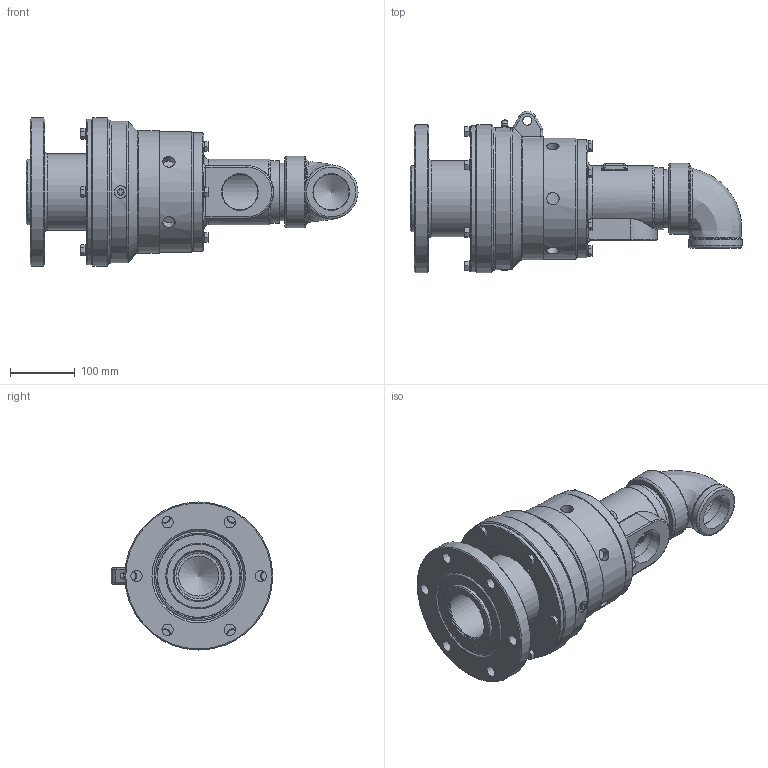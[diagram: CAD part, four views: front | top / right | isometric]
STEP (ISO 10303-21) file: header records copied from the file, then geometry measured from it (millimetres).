
FILE_DESCRIPTION(/* description */ ('UNION, DUO ,9"FLG (4.00M), HIGH TEMP','CAx-IF Rec.Pracs.---Representation and Presentation of Product Manufacturing Information (PMI)---4.0---2014-10-13'),/* implementation_level */ '2;1');
FILE_NAME(/* name */ '6300-607-103-IC.stp',/* time_stamp */ '2022-08-15T11:22:17-05:00',/* author */ ('mikar'),/* organization */ ('Deublin'),/* preprocessor_version */ 'ST-DEVELOPER v18.1',/* originating_system */ 'Autodesk Inventor 2022',/* authorisation */ '');
FILE_SCHEMA (('AP242_MANAGED_MODEL_BASED_3D_ENGINEERING_MIM_LF { 1 0 10303 442 1 1 4 }'));
Products named in the file (1): 6300-607-103-IC
Bounding box: 512.79 x 249.3 x 228.6 mm (x, y, z)
Volume: 7229483.7 mm3; surface area: 569997.4 mm2
Topology: 1 solids, 16 shells, 6920 faces, 18360 edges, 11750 vertices
Faces by surface type: plane 5661, bspline 774, cylinder 224, cone 214, torus 40, sphere 7
Full cylindrical faces by diameter (mm): 2.36 x4, 5 x1, 7.798 x6, 7.95 x2, 9.525 x12, 9.855 x6, 10.3 x12, 14 x1, 14.275 x12, 16.7 x6, 17.5 x6, 19 x8, 55.169 x2, 61.9 x1, 65.05 x1, 65.15 x1, 65.9 x1, 67.26 x1, 76.2 x2, 77.7 x2, 79.508 x1, 82.55 x1, 82.7 x1, 96.1 x1, 101.7 x1, 104.4 x1, 105 x1, 110 x1, 117.5 x1, 152.4 x1
Entity records: 222910 total; most frequent: CARTESIAN_POINT 55587, ORIENTED_EDGE 36688, DIRECTION 28534, EDGE_CURVE 18344, LINE 14608, VECTOR 14608, VERTEX_POINT 11750, EDGE_LOOP 7256
